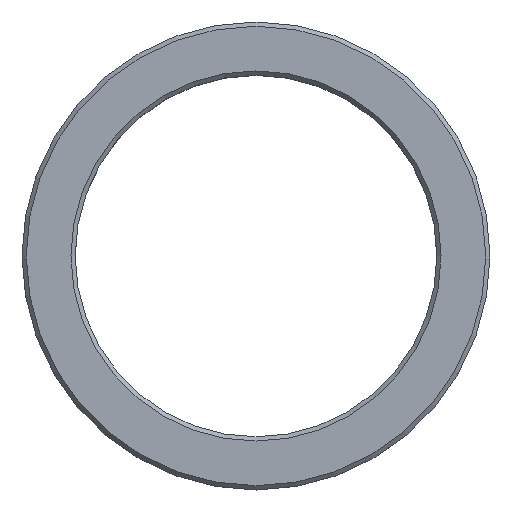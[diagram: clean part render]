
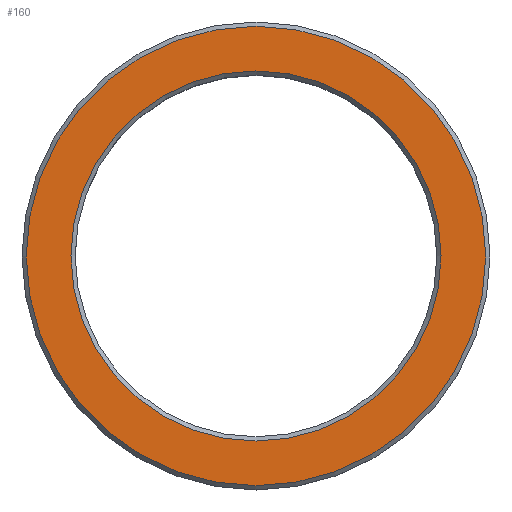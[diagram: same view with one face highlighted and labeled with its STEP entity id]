
A CAD part, top view. The second image highlights one B-rep face of the part: STEP entity #160.
In plain terms, the highlighted planar face has unit normal (0, 0, 1).
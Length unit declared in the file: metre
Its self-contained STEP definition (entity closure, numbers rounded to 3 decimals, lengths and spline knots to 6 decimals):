
#160=ADVANCED_FACE('',(#189,#190),#191,.T.);
#189=FACE_BOUND('',#3150,.T.);
#190=FACE_OUTER_BOUND('',#3151,.T.);
#191=PLANE('',#3152);
#3150=EDGE_LOOP('',(#6136));
#3151=EDGE_LOOP('',(#6137));
#3152=AXIS2_PLACEMENT_3D('',#6138,#6139,#6140);
#6136=ORIENTED_EDGE('',*,*,#6197,.T.);
#6137=ORIENTED_EDGE('',*,*,#6190,.F.);
#6138=CARTESIAN_POINT('',(0.054,0.0,0.04));
#6139=DIRECTION('',(0.0,0.,1.0));
#6140=DIRECTION('',(0.0,-1.0,0.));
#6190=EDGE_CURVE('',#6221,#6221,#6222,.T.);
#6197=EDGE_CURVE('',#6233,#6233,#6234,.T.);
#6221=VERTEX_POINT('',#6327);
#6222=CIRCLE('',#6328,0.054);
#6233=VERTEX_POINT('',#6399);
#6234=CIRCLE('',#6400,0.0435);
#6327=CARTESIAN_POINT('',(0.0,0.054,0.04));
#6328=AXIS2_PLACEMENT_3D('',#6427,#6428,#6429);
#6399=CARTESIAN_POINT('',(0.0,0.0435,0.04));
#6400=AXIS2_PLACEMENT_3D('',#6442,#6443,#6444);
#6427=CARTESIAN_POINT('',(0.0,0.0,0.04));
#6428=DIRECTION('',(0.0,0.,-1.0));
#6429=DIRECTION('',(0.0,1.0,0.));
#6442=CARTESIAN_POINT('',(0.0,0.0,0.04));
#6443=DIRECTION('',(0.0,0.,-1.0));
#6444=DIRECTION('',(0.0,1.0,0.));
